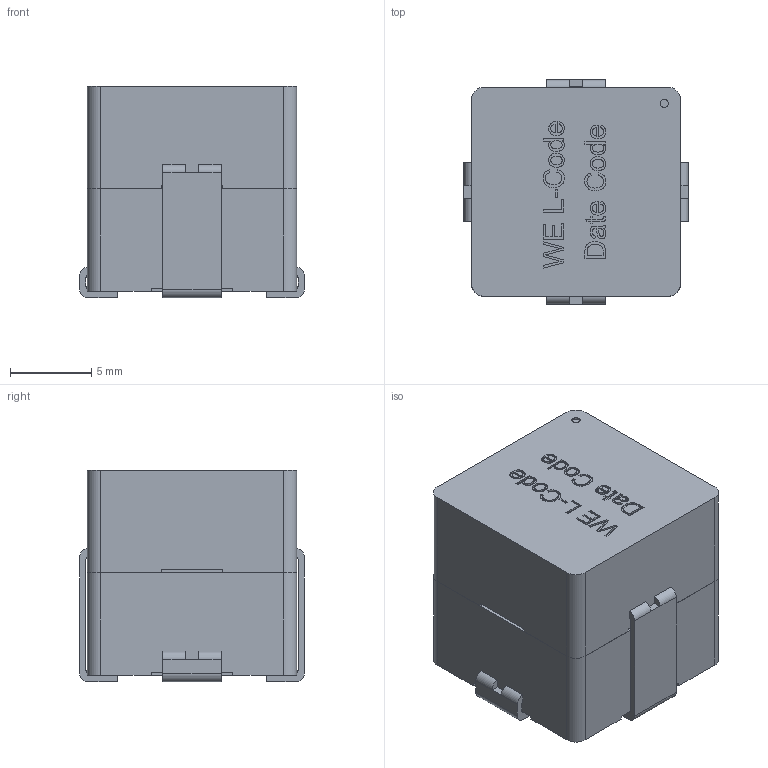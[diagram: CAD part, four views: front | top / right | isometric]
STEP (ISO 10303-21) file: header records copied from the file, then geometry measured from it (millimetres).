
FILE_DESCRIPTION(/* description */ ('Unknown'),/* implementation_level */ '2;1');
FILE_NAME(/* name */ '74434xxxxx',/* time_stamp */ '2024-05-14T15:22:25+02:00',/* author */ ('Unknown'),/* organization */ ('Unknown'),/* preprocessor_version */ 'ST-DEVELOPER v19.4',/* originating_system */ 'Solid Edge',/* authorisation */ 'Unknown');
FILE_SCHEMA (('AUTOMOTIVE_DESIGN {1 0 10303 214 3 1 1}'));
Length unit declared in the file: millimetre
Products named in the file (3): 74434xxxxx; Corpus; Corpus_1
Assembly tree (2 placements, depth 2):
  74434xxxxx
    Corpus
    Corpus_1
Bounding box: 13.79 x 13.79 x 13 mm (x, y, z)
Volume: 2096 mm3; surface area: 1519.9 mm2
Topology: 2 solids, 2 shells, 243 faces, 631 edges, 418 vertices
Faces by surface type: plane 176, bspline 38, cylinder 29
Full cylindrical faces by diameter (mm): 0.5 x1
Entity records: 10792 total; most frequent: CARTESIAN_POINT 3538, ORIENTED_EDGE 1248, DIRECTION 898, EDGE_CURVE 624, VERTEX_POINT 418, LINE 350, VECTOR 350, EDGE_LOOP 284
